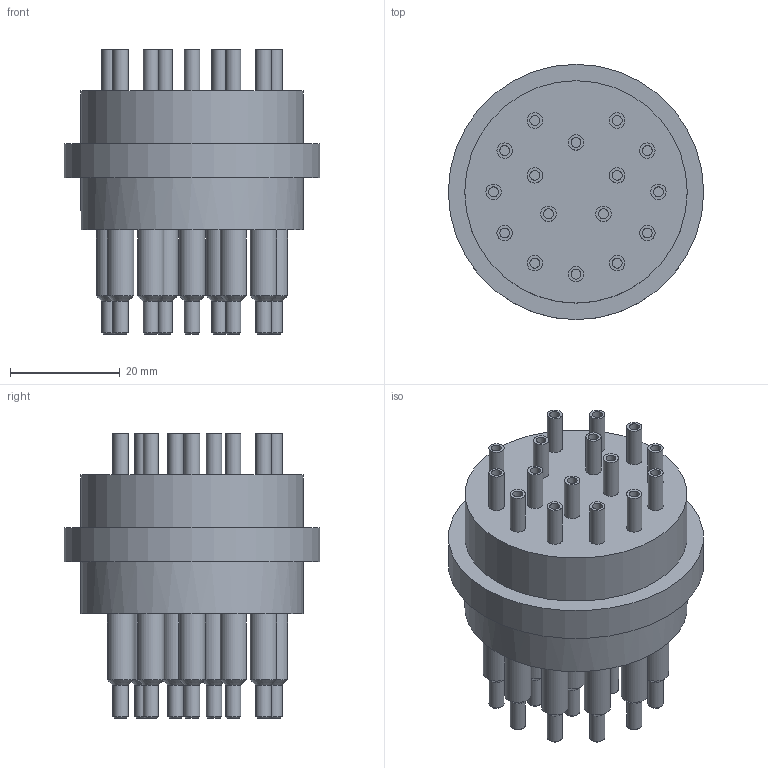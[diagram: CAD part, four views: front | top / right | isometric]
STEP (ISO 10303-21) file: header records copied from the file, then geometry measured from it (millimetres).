
FILE_DESCRIPTION(/* description */ (''),/* implementation_level */ '2;1');
FILE_NAME(/* name */ 'AT16M.stp',/* time_stamp */ '2014-11-11T14:44:51+01:00',/* author */ ('sh'),/* organization */ (''),/* preprocessor_version */ 'ST-DEVELOPER v15.2',/* originating_system */ 'Autodesk Inventor 2014',/* authorisation */ '');
FILE_SCHEMA (('AUTOMOTIVE_DESIGN { 1 0 10303 214 3 1 1 }'));
Length unit declared in the file: millimetre
Products named in the file (1): AT16M
Bounding box: 46.5 x 46.5 x 51.8 mm (x, y, z)
Volume: 39811.2 mm3; surface area: 12277.6 mm2
Topology: 1 solids, 1 shells, 540 faces, 1323 edges, 866 vertices
Faces by surface type: plane 258, bspline 183, cylinder 67, cone 32
Full cylindrical faces by diameter (mm): 1.8 x16, 2.8 x32, 4.8 x16, 40.5 x2, 46.5 x1
Entity records: 16748 total; most frequent: CARTESIAN_POINT 5010, ORIENTED_EDGE 2448, DIRECTION 1724, EDGE_CURVE 1224, VERTEX_POINT 866, EDGE_LOOP 720, LINE 708, VECTOR 708
